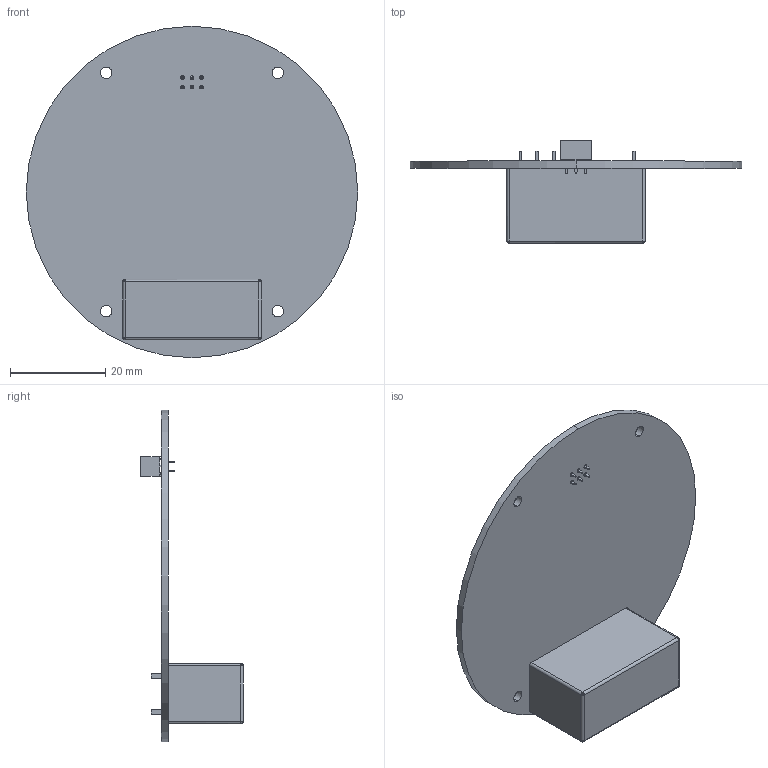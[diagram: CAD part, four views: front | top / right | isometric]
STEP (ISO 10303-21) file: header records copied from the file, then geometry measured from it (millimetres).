
FILE_DESCRIPTION (( 'STEP AP214' ), '1' );
FILE_NAME ('ÐÅÓÍ.Ý01.01.01.07.01 - Ïëàòà îðãàíà óïðàâëåíèÿ.STEP', '2022-11-24T11:33:32', ( '' ), ( '' ), 'SwSTEP 2.0', 'SolidWorks 2020', '' );
FILE_SCHEMA (( 'AUTOMOTIVE_DESIGN' ));
Length unit declared in the file: millimetre
Products named in the file (4): 3-1393239-6 - 凎錼_00; ÐÅÓÍ.Ý01.01.01.07.01 - Ïëàòà îðãàíà óïðàâëåíèÿ; PBS2 - 鏜樄儋 縺 瀇僗醭PBS2-6; ÐÅÓÍ.Ý01.01.01.07.01.001 - Îñíîâà ïå÷àòíîé ïëàòû îðãàíà óïðàâëåíèÿ_00
Assembly tree (3 placements, depth 2):
  ÐÅÓÍ.Ý01.01.01.07.01 - Ïëàòà îðãàíà óïðàâëåíèÿ
    ÐÅÓÍ.Ý01.01.01.07.01.001 - Îñíîâà ïå÷àòíîé ïëàòû îðãàíà óïðàâëåíèÿ_00
    3-1393239-6 - 凎錼_00
    PBS2 - 鏜樄儋 縺 瀇僗醭PBS2-6
Bounding box: 69.5 x 21.5 x 69.5 mm (x, y, z)
Volume: 11504.2 mm3; surface area: 10430.3 mm2
Topology: 9 solids, 9 shells, 917 faces, 2152 edges, 1256 vertices
Faces by surface type: plane 581, cylinder 268, bspline 68
Entity records: 26727 total; most frequent: CARTESIAN_POINT 5799, ORIENTED_EDGE 4288, DIRECTION 4134, EDGE_CURVE 2144, VECTOR 1504, LINE 1504, AXIS2_PLACEMENT_3D 1315, VERTEX_POINT 1256
